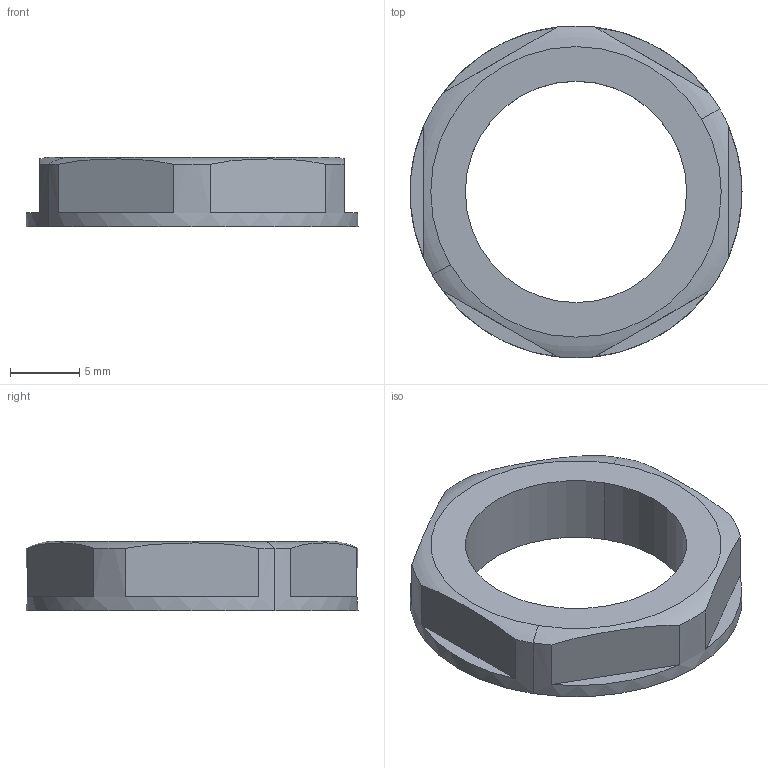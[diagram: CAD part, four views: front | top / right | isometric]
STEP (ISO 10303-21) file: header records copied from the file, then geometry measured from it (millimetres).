
FILE_DESCRIPTION(('CATIA V5 STEP Exchange','CAx-IF Rec.Pracs.--- Model Styling and Organization---1.2---2011-12-15'),'2;1');
FILE_NAME ('D1455224_0_1736920000_1736920000.stp','2018-02-24T10:08:59+00:00',('none'),('Weidmueller'),'CATIA Version 5-6 Release 2014','CATIA V5 STEP AP214','none');
FILE_SCHEMA(('AUTOMOTIVE_DESIGN { 1 0 10303 214 1 1 1 1 }'));
Length unit declared in the file: millimetre
Products named in the file (1): 1736920000_SKMU_M16_K_SW
Bounding box: 24 x 24 x 5 mm (x, y, z)
Volume: 1092 mm3; surface area: 1106.4 mm2
Topology: 1 solids, 1 shells, 20 faces, 52 edges, 34 vertices
Faces by surface type: plane 14, cylinder 4, torus 2
Entity records: 643 total; most frequent: CARTESIAN_POINT 137, ORIENTED_EDGE 104, DIRECTION 86, EDGE_CURVE 52, AXIS2_PLACEMENT_3D 45, VERTEX_POINT 34, CIRCLE 24, VECTOR 22
